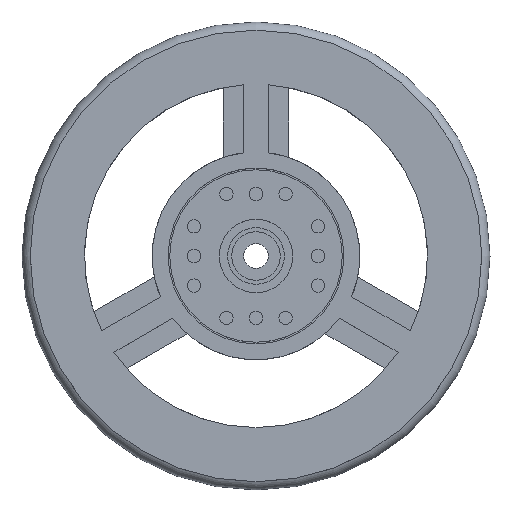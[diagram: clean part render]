
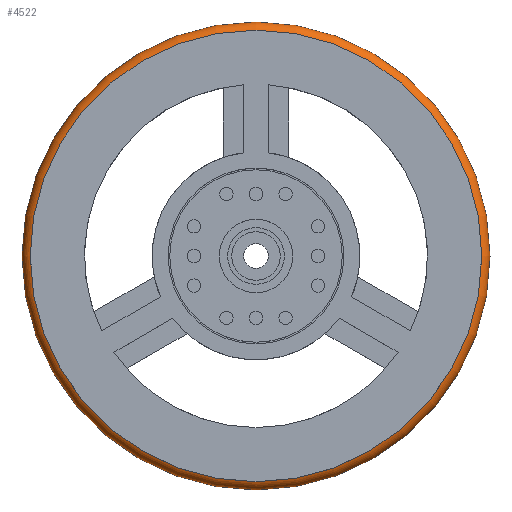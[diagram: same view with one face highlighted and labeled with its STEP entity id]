
A CAD part, top view. The second image highlights one B-rep face of the part: STEP entity #4522.
In plain terms, the highlighted toroidal (fillet/blend) face has major radius 27 mm and minor radius 1.5 mm.
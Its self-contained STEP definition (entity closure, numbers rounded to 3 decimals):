
#4522 = ADVANCED_FACE('',(#4523),#4527,.T.);
#4523 = FACE_BOUND('',#4524,.F.);
#4524 = VERTEX_LOOP('',#4525);
#4525 = VERTEX_POINT('',#4526);
#4526 = CARTESIAN_POINT('',(28.5,0.,0.));
#4527 = TOROIDAL_SURFACE('',#4528,27.,1.5);
#4528 = AXIS2_PLACEMENT_3D('',#4529,#4530,#4531);
#4529 = CARTESIAN_POINT('',(0.,0.,0.));
#4530 = DIRECTION('',(-0.,-0.,-1.));
#4531 = DIRECTION('',(1.,0.,0.));
